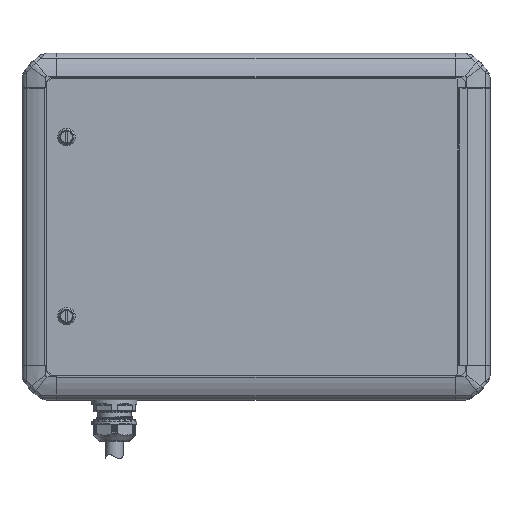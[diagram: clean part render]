
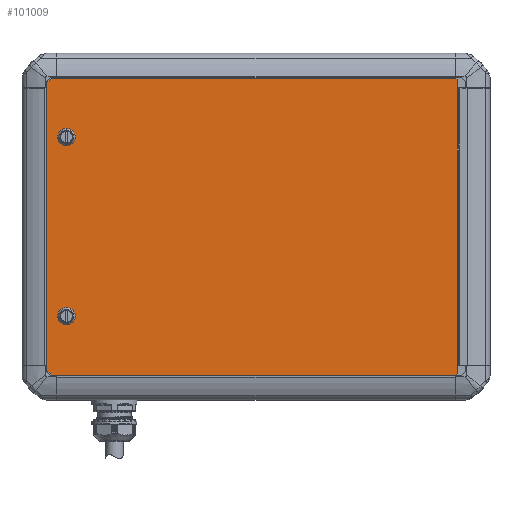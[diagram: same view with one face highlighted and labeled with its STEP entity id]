
A CAD part, top view. The second image highlights one B-rep face of the part: STEP entity #101009.
In plain terms, the highlighted planar face has unit normal (0, 0, 1).
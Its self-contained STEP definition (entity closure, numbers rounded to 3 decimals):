
#374 = CIRCLE ( 'NONE', #25328, 7.5 ) ;
#423 = ORIENTED_EDGE ( 'NONE', *, *, #60188, .F. ) ;
#994 = CARTESIAN_POINT ( 'NONE',  ( -160.5, -85., 2. ) ) ;
#1979 = FACE_OUTER_BOUND ( 'NONE', #90961, .T. ) ;
#3019 = LINE ( 'NONE', #54775, #49652 ) ;
#3760 = EDGE_CURVE ( 'NONE', #58657, #54810, #18770, .T. ) ;
#5404 = CARTESIAN_POINT ( 'NONE',  ( -160.5, 70., 2. ) ) ;
#6753 = CARTESIAN_POINT ( 'NONE',  ( -0.5, -305.5, 2. ) ) ;
#9345 = CARTESIAN_POINT ( 'NONE',  ( -177.5, -128.5, 2. ) ) ;
#10394 = VERTEX_POINT ( 'NONE', #96506 ) ;
#12161 = ORIENTED_EDGE ( 'NONE', *, *, #60934, .F. ) ;
#12942 = DIRECTION ( 'NONE',  ( 0., 1., 0. ) ) ;
#13465 = DIRECTION ( 'NONE',  ( 0.707, 0.707, 0. ) ) ;
#16719 = ORIENTED_EDGE ( 'NONE', *, *, #84374, .T. ) ;
#16928 = ORIENTED_EDGE ( 'NONE', *, *, #92817, .T. ) ;
#16953 = ORIENTED_EDGE ( 'NONE', *, *, #54097, .T. ) ;
#17941 = ORIENTED_EDGE ( 'NONE', *, *, #94074, .T. ) ;
#17988 = VERTEX_POINT ( 'NONE', #40085 ) ;
#18204 = EDGE_LOOP ( 'NONE', ( #12161, #87043 ) ) ;
#18770 = LINE ( 'NONE', #9345, #94187 ) ;
#20234 = CARTESIAN_POINT ( 'NONE',  ( -160.5, -70., 2. ) ) ;
#20888 = EDGE_CURVE ( 'NONE', #50161, #17988, #87362, .T. ) ;
#21177 = VERTEX_POINT ( 'NONE', #74592 ) ;
#25328 = AXIS2_PLACEMENT_3D ( 'NONE', #90855, #89764, #12942 ) ;
#26500 = FACE_BOUND ( 'NONE', #42495, .T. ) ;
#27100 = VERTEX_POINT ( 'NONE', #36574 ) ;
#27536 = CARTESIAN_POINT ( 'NONE',  ( -160.5, -77.5, 2. ) ) ;
#29105 = LINE ( 'NONE', #63047, #72958 ) ;
#29734 = ORIENTED_EDGE ( 'NONE', *, *, #40043, .F. ) ;
#29897 = VERTEX_POINT ( 'NONE', #74216 ) ;
#30660 = CIRCLE ( 'NONE', #75060, 7.5 ) ;
#34765 = DIRECTION ( 'NONE',  ( 0., 0., 1. ) ) ;
#34836 = DIRECTION ( 'NONE',  ( 1., 0., 0. ) ) ;
#35833 = DIRECTION ( 'NONE',  ( 0., 1., 0. ) ) ;
#35899 = VERTEX_POINT ( 'NONE', #101814 ) ;
#35909 = DIRECTION ( 'NONE',  ( 0., 0., 1. ) ) ;
#36574 = CARTESIAN_POINT ( 'NONE',  ( 177.5, -127.5, 2. ) ) ;
#38349 = LINE ( 'NONE', #56178, #39061 ) ;
#39061 = VECTOR ( 'NONE', #65629, 1000. ) ;
#39772 = LINE ( 'NONE', #82103, #69202 ) ;
#39855 = VERTEX_POINT ( 'NONE', #42566 ) ;
#40043 = EDGE_CURVE ( 'NONE', #76696, #57287, #30660, .T. ) ;
#40059 = LINE ( 'NONE', #57328, #54272 ) ;
#40085 = CARTESIAN_POINT ( 'NONE',  ( -160.5, 85., 2. ) ) ;
#40691 = LINE ( 'NONE', #6753, #74102 ) ;
#41343 = CIRCLE ( 'NONE', #107137, 7.5 ) ;
#42495 = EDGE_LOOP ( 'NONE', ( #29734, #423 ) ) ;
#42566 = CARTESIAN_POINT ( 'NONE',  ( 176.5, 128.5, 2. ) ) ;
#44189 = CARTESIAN_POINT ( 'NONE',  ( -160.5, 77.5, 2. ) ) ;
#47362 = EDGE_CURVE ( 'NONE', #54810, #27100, #40691, .T. ) ;
#49146 = ORIENTED_EDGE ( 'NONE', *, *, #3760, .T. ) ;
#49652 = VECTOR ( 'NONE', #62577, 1000. ) ;
#49776 = AXIS2_PLACEMENT_3D ( 'NONE', #74855, #100440, #58141 ) ;
#50161 = VERTEX_POINT ( 'NONE', #5404 ) ;
#52484 = CARTESIAN_POINT ( 'NONE',  ( -173.5, -128.5, 2. ) ) ;
#54097 = EDGE_CURVE ( 'NONE', #21177, #39855, #104459, .T. ) ;
#54272 = VECTOR ( 'NONE', #56783, 1000. ) ;
#54775 = CARTESIAN_POINT ( 'NONE',  ( -175.5, -126.5, 2. ) ) ;
#54810 = VERTEX_POINT ( 'NONE', #55899 ) ;
#54884 = AXIS2_PLACEMENT_3D ( 'NONE', #102188, #35909, #34836 ) ;
#55899 = CARTESIAN_POINT ( 'NONE',  ( 176.5, -128.5, 2. ) ) ;
#56178 = CARTESIAN_POINT ( 'NONE',  ( -304., -2., 2. ) ) ;
#56783 = DIRECTION ( 'NONE',  ( 0., 1., 0. ) ) ;
#57287 = VERTEX_POINT ( 'NONE', #994 ) ;
#57328 = CARTESIAN_POINT ( 'NONE',  ( 177.5, 128.5, 2. ) ) ;
#58141 = DIRECTION ( 'NONE',  ( 0., 1., 0. ) ) ;
#58212 = DIRECTION ( 'NONE',  ( -0.707, 0.707, 0. ) ) ;
#58657 = VERTEX_POINT ( 'NONE', #52484 ) ;
#60188 = EDGE_CURVE ( 'NONE', #57287, #76696, #374, .T. ) ;
#60450 = FACE_BOUND ( 'NONE', #18204, .T. ) ;
#60934 = EDGE_CURVE ( 'NONE', #17988, #50161, #41343, .T. ) ;
#61469 = DIRECTION ( 'NONE',  ( 0., 0., 1. ) ) ;
#62170 = CARTESIAN_POINT ( 'NONE',  ( 128., 177., 2. ) ) ;
#62577 = DIRECTION ( 'NONE',  ( 0.707, -0.707, 0. ) ) ;
#63047 = CARTESIAN_POINT ( 'NONE',  ( -177.5, 128.5, 2. ) ) ;
#63117 = DIRECTION ( 'NONE',  ( 0., 1., 0. ) ) ;
#65629 = DIRECTION ( 'NONE',  ( -0.707, -0.707, 0. ) ) ;
#66496 = DIRECTION ( 'NONE',  ( -1., 0., 0. ) ) ;
#69202 = VECTOR ( 'NONE', #66496, 1000. ) ;
#72958 = VECTOR ( 'NONE', #96986, 1000. ) ;
#74102 = VECTOR ( 'NONE', #13465, 1000. ) ;
#74216 = CARTESIAN_POINT ( 'NONE',  ( -177.5, 124.5, 2. ) ) ;
#74592 = CARTESIAN_POINT ( 'NONE',  ( 177.5, 127.5, 2. ) ) ;
#74855 = CARTESIAN_POINT ( 'NONE',  ( -160.5, 77.5, 2. ) ) ;
#75060 = AXIS2_PLACEMENT_3D ( 'NONE', #27536, #61469, #63117 ) ;
#75129 = ORIENTED_EDGE ( 'NONE', *, *, #103049, .T. ) ;
#76696 = VERTEX_POINT ( 'NONE', #20234 ) ;
#77262 = DIRECTION ( 'NONE',  ( 1., 0., 0. ) ) ;
#82103 = CARTESIAN_POINT ( 'NONE',  ( -177.5, 128.5, 2. ) ) ;
#84374 = EDGE_CURVE ( 'NONE', #27100, #21177, #40059, .T. ) ;
#86576 = PLANE ( 'NONE',  #54884 ) ;
#87043 = ORIENTED_EDGE ( 'NONE', *, *, #20888, .F. ) ;
#87362 = CIRCLE ( 'NONE', #49776, 7.5 ) ;
#89764 = DIRECTION ( 'NONE',  ( 0., 0., 1. ) ) ;
#90514 = VECTOR ( 'NONE', #58212, 1000. ) ;
#90855 = CARTESIAN_POINT ( 'NONE',  ( -160.5, -77.5, 2. ) ) ;
#90961 = EDGE_LOOP ( 'NONE', ( #16928, #107144, #49146, #95797, #16719, #16953, #17941, #75129 ) ) ;
#91588 = EDGE_CURVE ( 'NONE', #35899, #58657, #3019, .T. ) ;
#92817 = EDGE_CURVE ( 'NONE', #29897, #35899, #29105, .T. ) ;
#94074 = EDGE_CURVE ( 'NONE', #39855, #10394, #39772, .T. ) ;
#94187 = VECTOR ( 'NONE', #77262, 1000. ) ;
#95797 = ORIENTED_EDGE ( 'NONE', *, *, #47362, .T. ) ;
#96506 = CARTESIAN_POINT ( 'NONE',  ( -173.5, 128.5, 2. ) ) ;
#96986 = DIRECTION ( 'NONE',  ( 0., -1., 0. ) ) ;
#100440 = DIRECTION ( 'NONE',  ( 0., 0., 1. ) ) ;
#101009 = ADVANCED_FACE ( 'NONE', ( #26500, #1979, #60450 ), #86576, .T. ) ;
#101814 = CARTESIAN_POINT ( 'NONE',  ( -177.5, -124.5, 2. ) ) ;
#102188 = CARTESIAN_POINT ( 'NONE',  ( -177.5, -128.5, 2. ) ) ;
#103049 = EDGE_CURVE ( 'NONE', #10394, #29897, #38349, .T. ) ;
#104459 = LINE ( 'NONE', #62170, #90514 ) ;
#107137 = AXIS2_PLACEMENT_3D ( 'NONE', #44189, #34765, #35833 ) ;
#107144 = ORIENTED_EDGE ( 'NONE', *, *, #91588, .T. ) ;
